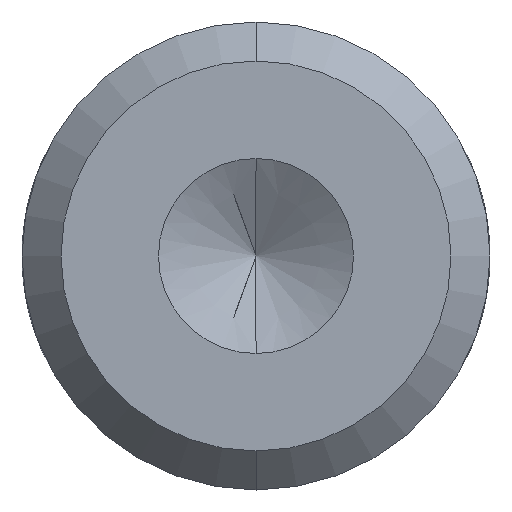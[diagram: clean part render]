
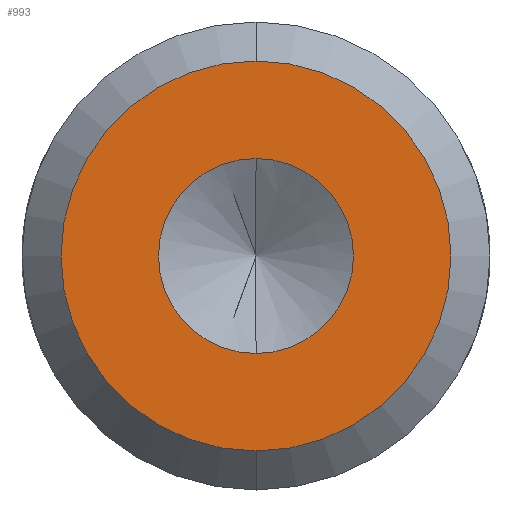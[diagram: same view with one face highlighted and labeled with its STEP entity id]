
A CAD part, front view. The second image highlights one B-rep face of the part: STEP entity #993.
In plain terms, the highlighted planar face has unit normal (0, -1, 0).
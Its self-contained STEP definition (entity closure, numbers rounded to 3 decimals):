
#14 = EDGE_CURVE ( 'NONE', #626, #905, #708, .T. ) ;
#28 = CARTESIAN_POINT ( 'NONE',  ( 0., 0., 0. ) ) ;
#94 = DIRECTION ( 'NONE',  ( 0., -1., 0. ) ) ;
#102 = DIRECTION ( 'NONE',  ( 0., 0., 1. ) ) ;
#114 = DIRECTION ( 'NONE',  ( 0., -1., 0. ) ) ;
#183 = DIRECTION ( 'NONE',  ( 0., 0., -1. ) ) ;
#186 = PLANE ( 'NONE',  #296 ) ;
#195 = CIRCLE ( 'NONE', #629, 5. ) ;
#218 = EDGE_CURVE ( 'NONE', #905, #626, #771, .T. ) ;
#219 = DIRECTION ( 'NONE',  ( 0., -1., 0. ) ) ;
#232 = CARTESIAN_POINT ( 'NONE',  ( 0., 0., 0. ) ) ;
#294 = ORIENTED_EDGE ( 'NONE', *, *, #919, .T. ) ;
#296 = AXIS2_PLACEMENT_3D ( 'NONE', #28, #348, #102 ) ;
#309 = CIRCLE ( 'NONE', #359, 5. ) ;
#314 = DIRECTION ( 'NONE',  ( 0., 0., -1. ) ) ;
#330 = DIRECTION ( 'NONE',  ( 0., -1., 0. ) ) ;
#348 = DIRECTION ( 'NONE',  ( 0., 1., 0. ) ) ;
#359 = AXIS2_PLACEMENT_3D ( 'NONE', #693, #219, #762 ) ;
#401 = FACE_BOUND ( 'NONE', #854, .T. ) ;
#408 = AXIS2_PLACEMENT_3D ( 'NONE', #232, #94, #314 ) ;
#509 = CARTESIAN_POINT ( 'NONE',  ( 0., 0., -2.5 ) ) ;
#554 = AXIS2_PLACEMENT_3D ( 'NONE', #792, #330, #652 ) ;
#582 = VERTEX_POINT ( 'NONE', #704 ) ;
#585 = CARTESIAN_POINT ( 'NONE',  ( 0., 0., 0. ) ) ;
#626 = VERTEX_POINT ( 'NONE', #642 ) ;
#629 = AXIS2_PLACEMENT_3D ( 'NONE', #585, #114, #183 ) ;
#642 = CARTESIAN_POINT ( 'NONE',  ( 0., 0., 2.5 ) ) ;
#652 = DIRECTION ( 'NONE',  ( 0., 0., -1. ) ) ;
#693 = CARTESIAN_POINT ( 'NONE',  ( 0., 0., 0. ) ) ;
#704 = CARTESIAN_POINT ( 'NONE',  ( 0., 0., 5. ) ) ;
#708 = CIRCLE ( 'NONE', #408, 2.5 ) ;
#750 = EDGE_CURVE ( 'NONE', #582, #925, #309, .T. ) ;
#762 = DIRECTION ( 'NONE',  ( 0., 0., -1. ) ) ;
#771 = CIRCLE ( 'NONE', #554, 2.5 ) ;
#788 = EDGE_LOOP ( 'NONE', ( #970, #294 ) ) ;
#792 = CARTESIAN_POINT ( 'NONE',  ( 0., 0., 0. ) ) ;
#836 = ORIENTED_EDGE ( 'NONE', *, *, #218, .F. ) ;
#854 = EDGE_LOOP ( 'NONE', ( #836, #908 ) ) ;
#905 = VERTEX_POINT ( 'NONE', #509 ) ;
#908 = ORIENTED_EDGE ( 'NONE', *, *, #14, .F. ) ;
#919 = EDGE_CURVE ( 'NONE', #925, #582, #195, .T. ) ;
#925 = VERTEX_POINT ( 'NONE', #964 ) ;
#964 = CARTESIAN_POINT ( 'NONE',  ( 0., 0., -5. ) ) ;
#967 = FACE_OUTER_BOUND ( 'NONE', #788, .T. ) ;
#970 = ORIENTED_EDGE ( 'NONE', *, *, #750, .T. ) ;
#993 = ADVANCED_FACE ( 'NONE', ( #401, #967 ), #186, .F. ) ;
